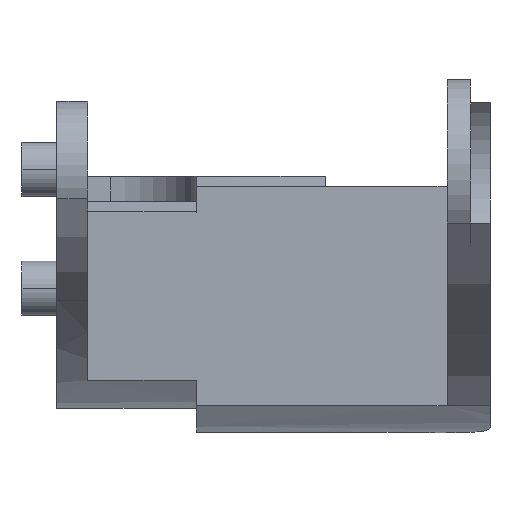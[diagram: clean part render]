
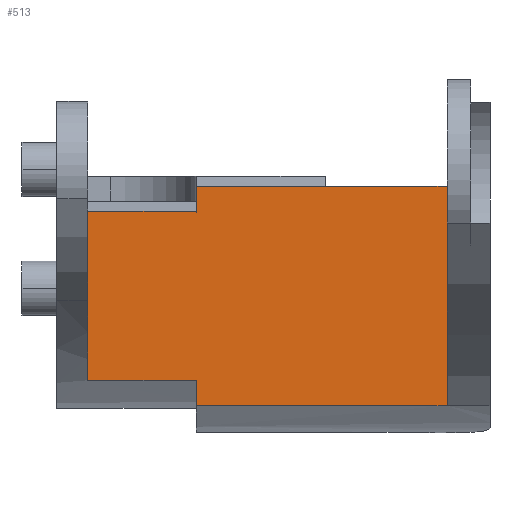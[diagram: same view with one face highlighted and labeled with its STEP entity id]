
A CAD part, top view. The second image highlights one B-rep face of the part: STEP entity #513.
In plain terms, the highlighted planar face has unit normal (0, 0, 1).
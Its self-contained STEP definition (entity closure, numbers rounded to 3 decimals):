
#6 = EDGE_CURVE ( 'NONE', #1496, #277, #384, .T. ) ;
#22 = FACE_OUTER_BOUND ( 'NONE', #372, .T. ) ;
#90 = CARTESIAN_POINT ( 'NONE',  ( -93.64, 8.795, 71.486 ) ) ;
#121 = CARTESIAN_POINT ( 'NONE',  ( -80.98, 11.712, 71.486 ) ) ;
#159 = DIRECTION ( 'NONE',  ( 0., 1., 0. ) ) ;
#173 = DIRECTION ( 'NONE',  ( 1., 0., 0. ) ) ;
#176 = CARTESIAN_POINT ( 'NONE',  ( -80.98, 0., 71.486 ) ) ;
#199 = VECTOR ( 'NONE', #1272, 1000. ) ;
#270 = VECTOR ( 'NONE', #1024, 1000. ) ;
#277 = VERTEX_POINT ( 'NONE', #1184 ) ;
#319 = LINE ( 'NONE', #2104, #2074 ) ;
#327 = VERTEX_POINT ( 'NONE', #121 ) ;
#361 = DIRECTION ( 'NONE',  ( 1., 0., 0. ) ) ;
#366 = EDGE_CURVE ( 'NONE', #432, #1411, #798, .T. ) ;
#372 = EDGE_LOOP ( 'NONE', ( #1785, #1258, #1195, #2121, #1417, #1752, #1763, #1227 ) ) ;
#384 = LINE ( 'NONE', #1090, #966 ) ;
#392 = CARTESIAN_POINT ( 'NONE',  ( -51.82, 11.712, 71.486 ) ) ;
#432 = VERTEX_POINT ( 'NONE', #623 ) ;
#470 = CARTESIAN_POINT ( 'NONE',  ( -51.82, -13.804, 71.486 ) ) ;
#513 = ADVANCED_FACE ( 'NONE', ( #22 ), #870, .F. ) ;
#538 = VERTEX_POINT ( 'NONE', #1760 ) ;
#623 = CARTESIAN_POINT ( 'NONE',  ( -80.98, -10.841, 71.486 ) ) ;
#637 = LINE ( 'NONE', #1163, #1010 ) ;
#650 = DIRECTION ( 'NONE',  ( 1., 0., 0. ) ) ;
#798 = LINE ( 'NONE', #2050, #1957 ) ;
#858 = LINE ( 'NONE', #176, #270 ) ;
#870 = PLANE ( 'NONE',  #1193 ) ;
#966 = VECTOR ( 'NONE', #173, 1000. ) ;
#1010 = VECTOR ( 'NONE', #1015, 1000. ) ;
#1015 = DIRECTION ( 'NONE',  ( -1., 0., 0. ) ) ;
#1021 = EDGE_CURVE ( 'NONE', #1604, #1133, #1089, .T. ) ;
#1024 = DIRECTION ( 'NONE',  ( 0., -1., 0. ) ) ;
#1044 = LINE ( 'NONE', #1745, #1600 ) ;
#1055 = CARTESIAN_POINT ( 'NONE',  ( -80.98, 0., 71.486 ) ) ;
#1089 = LINE ( 'NONE', #392, #199 ) ;
#1090 = CARTESIAN_POINT ( 'NONE',  ( -87.31, 8.795, 71.486 ) ) ;
#1133 = VERTEX_POINT ( 'NONE', #1702 ) ;
#1163 = CARTESIAN_POINT ( 'NONE',  ( -87.31, -13.804, 71.486 ) ) ;
#1184 = CARTESIAN_POINT ( 'NONE',  ( -80.98, 8.795, 71.486 ) ) ;
#1193 = AXIS2_PLACEMENT_3D ( 'NONE', #2130, #1395, #361 ) ;
#1195 = ORIENTED_EDGE ( 'NONE', *, *, #1704, .F. ) ;
#1227 = ORIENTED_EDGE ( 'NONE', *, *, #1595, .F. ) ;
#1258 = ORIENTED_EDGE ( 'NONE', *, *, #1886, .T. ) ;
#1272 = DIRECTION ( 'NONE',  ( 0., 1., 0. ) ) ;
#1299 = EDGE_CURVE ( 'NONE', #327, #277, #858, .T. ) ;
#1395 = DIRECTION ( 'NONE',  ( 0., 0., -1. ) ) ;
#1411 = VERTEX_POINT ( 'NONE', #2193 ) ;
#1417 = ORIENTED_EDGE ( 'NONE', *, *, #2119, .F. ) ;
#1496 = VERTEX_POINT ( 'NONE', #90 ) ;
#1595 = EDGE_CURVE ( 'NONE', #1411, #1496, #1044, .T. ) ;
#1600 = VECTOR ( 'NONE', #159, 1000. ) ;
#1604 = VERTEX_POINT ( 'NONE', #470 ) ;
#1702 = CARTESIAN_POINT ( 'NONE',  ( -51.82, 11.712, 71.486 ) ) ;
#1704 = EDGE_CURVE ( 'NONE', #1604, #538, #637, .T. ) ;
#1715 = DIRECTION ( 'NONE',  ( -1., 0., 0. ) ) ;
#1725 = VECTOR ( 'NONE', #1756, 1000. ) ;
#1742 = LINE ( 'NONE', #1055, #1725 ) ;
#1745 = CARTESIAN_POINT ( 'NONE',  ( -93.64, 11.712, 71.486 ) ) ;
#1752 = ORIENTED_EDGE ( 'NONE', *, *, #1299, .T. ) ;
#1756 = DIRECTION ( 'NONE',  ( 0., -1., 0. ) ) ;
#1760 = CARTESIAN_POINT ( 'NONE',  ( -80.98, -13.804, 71.486 ) ) ;
#1763 = ORIENTED_EDGE ( 'NONE', *, *, #6, .F. ) ;
#1785 = ORIENTED_EDGE ( 'NONE', *, *, #366, .F. ) ;
#1886 = EDGE_CURVE ( 'NONE', #432, #538, #1742, .T. ) ;
#1957 = VECTOR ( 'NONE', #1715, 1000. ) ;
#2050 = CARTESIAN_POINT ( 'NONE',  ( -87.31, -10.841, 71.486 ) ) ;
#2074 = VECTOR ( 'NONE', #650, 1000. ) ;
#2104 = CARTESIAN_POINT ( 'NONE',  ( -80.98, 11.712, 71.486 ) ) ;
#2119 = EDGE_CURVE ( 'NONE', #327, #1133, #319, .T. ) ;
#2121 = ORIENTED_EDGE ( 'NONE', *, *, #1021, .T. ) ;
#2130 = CARTESIAN_POINT ( 'NONE',  ( -126.82, 11.712, 71.486 ) ) ;
#2193 = CARTESIAN_POINT ( 'NONE',  ( -93.64, -10.841, 71.486 ) ) ;
